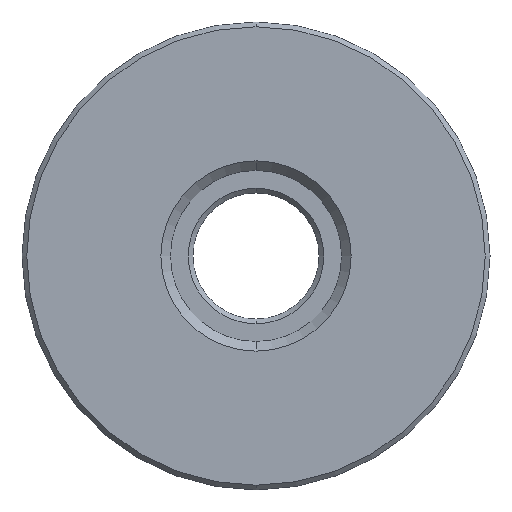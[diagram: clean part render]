
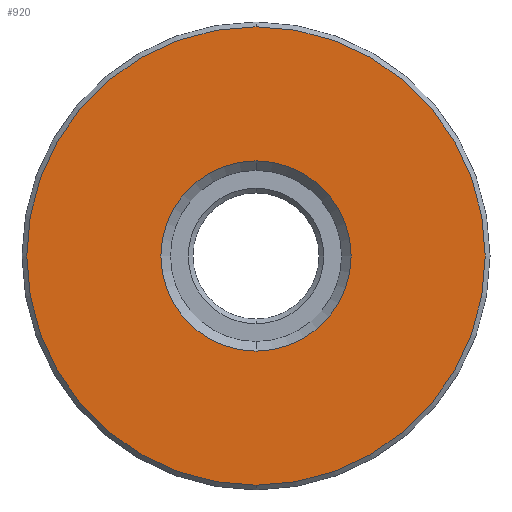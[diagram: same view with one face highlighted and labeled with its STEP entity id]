
A CAD part, front view. The second image highlights one B-rep face of the part: STEP entity #920.
In plain terms, the highlighted planar face has unit normal (0, -1, 0).
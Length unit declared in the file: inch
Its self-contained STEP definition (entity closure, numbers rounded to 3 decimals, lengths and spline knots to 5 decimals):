
#46 = VERTEX_POINT ( 'NONE', #691 ) ;
#50 = VERTEX_POINT ( 'NONE', #669 ) ;
#52 = EDGE_LOOP ( 'NONE', ( #235, #233 ) ) ;
#70 = VERTEX_POINT ( 'NONE', #686 ) ;
#76 = VERTEX_POINT ( 'NONE', #651 ) ;
#100 = EDGE_LOOP ( 'NONE', ( #192, #234 ) ) ;
#150 = CIRCLE ( 'NONE', #344, 0.2 ) ;
#154 = FACE_BOUND ( 'NONE', #52, .T. ) ;
#166 = FACE_OUTER_BOUND ( 'NONE', #100, .T. ) ;
#169 = CIRCLE ( 'NONE', #429, 0.2 ) ;
#175 = CIRCLE ( 'NONE', #403, 0.48213 ) ;
#192 = ORIENTED_EDGE ( 'NONE', *, *, #882, .T. ) ;
#205 = CIRCLE ( 'NONE', #852, 0.48213 ) ;
#233 = ORIENTED_EDGE ( 'NONE', *, *, #878, .F. ) ;
#234 = ORIENTED_EDGE ( 'NONE', *, *, #866, .T. ) ;
#235 = ORIENTED_EDGE ( 'NONE', *, *, #889, .F. ) ;
#344 = AXIS2_PLACEMENT_3D ( 'NONE', #744, #698, #789 ) ;
#352 = AXIS2_PLACEMENT_3D ( 'NONE', #742, #715, #839 ) ;
#403 = AXIS2_PLACEMENT_3D ( 'NONE', #664, #820, #743 ) ;
#429 = AXIS2_PLACEMENT_3D ( 'NONE', #814, #765, #842 ) ;
#651 = CARTESIAN_POINT ( 'NONE',  ( 1.71198, 0.94935, -1.10635 ) ) ;
#659 = DIRECTION ( 'NONE',  ( 0., -1., 0. ) ) ;
#664 = CARTESIAN_POINT ( 'NONE',  ( 1.71198, 0.94935, -1.58848 ) ) ;
#669 = CARTESIAN_POINT ( 'NONE',  ( 1.71198, 0.94935, -1.78848 ) ) ;
#686 = CARTESIAN_POINT ( 'NONE',  ( 1.71198, 0.94935, -1.38848 ) ) ;
#691 = CARTESIAN_POINT ( 'NONE',  ( 1.71198, 0.94935, -2.07061 ) ) ;
#698 = DIRECTION ( 'NONE',  ( 0., -1., 0. ) ) ;
#715 = DIRECTION ( 'NONE',  ( 0., 1., 0. ) ) ;
#727 = PLANE ( 'NONE',  #352 ) ;
#742 = CARTESIAN_POINT ( 'NONE',  ( 1.71198, 0.94935, -1.58848 ) ) ;
#743 = DIRECTION ( 'NONE',  ( 0., 0., 1. ) ) ;
#744 = CARTESIAN_POINT ( 'NONE',  ( 1.71198, 0.94935, -1.58848 ) ) ;
#765 = DIRECTION ( 'NONE',  ( 0., -1., 0. ) ) ;
#789 = DIRECTION ( 'NONE',  ( 0., 0., -1. ) ) ;
#807 = DIRECTION ( 'NONE',  ( 0., 0., 1. ) ) ;
#814 = CARTESIAN_POINT ( 'NONE',  ( 1.71198, 0.94935, -1.58848 ) ) ;
#819 = CARTESIAN_POINT ( 'NONE',  ( 1.71198, 0.94935, -1.58848 ) ) ;
#820 = DIRECTION ( 'NONE',  ( 0., -1., 0. ) ) ;
#839 = DIRECTION ( 'NONE',  ( 0., 0., 1. ) ) ;
#842 = DIRECTION ( 'NONE',  ( 0., 0., -1. ) ) ;
#852 = AXIS2_PLACEMENT_3D ( 'NONE', #819, #659, #807 ) ;
#866 = EDGE_CURVE ( 'NONE', #46, #76, #205, .T. ) ;
#878 = EDGE_CURVE ( 'NONE', #70, #50, #150, .T. ) ;
#882 = EDGE_CURVE ( 'NONE', #76, #46, #175, .T. ) ;
#889 = EDGE_CURVE ( 'NONE', #50, #70, #169, .T. ) ;
#920 = ADVANCED_FACE ( 'NONE', ( #166, #154 ), #727, .F. ) ;
